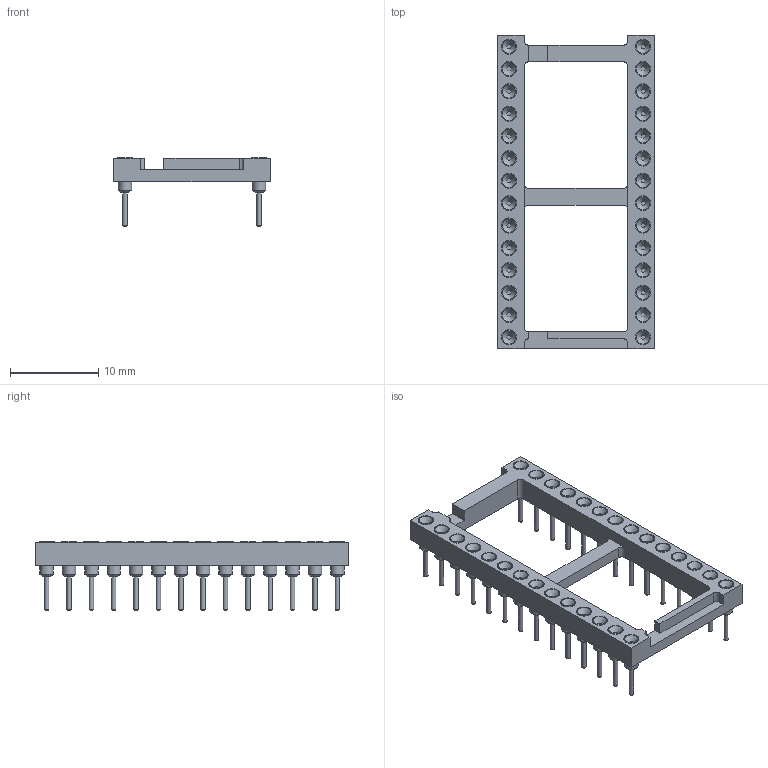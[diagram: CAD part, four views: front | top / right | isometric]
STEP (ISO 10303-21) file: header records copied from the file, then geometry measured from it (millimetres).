
FILE_DESCRIPTION(/* description */ ('model of DIP-28_W15.24mm_Socket'),/* implementation_level */ '2;1');
FILE_NAME(/* name */ 'DIP-28_W15.24mm_Socket.step',/* time_stamp */ '2017-11-03T14:51:43',/* author */ ('Terje Io','https://github.com/terjeio'),/* organization */ ('FreeCAD'),/* preprocessor_version */ 'OCC',/* originating_system */ 'kicad StepUp',/* authorisation */ '');
FILE_SCHEMA(('AUTOMOTIVE_DESIGN_CC2 { 1 2 10303 214 -1 1 5 4 }'));
Length unit declared in the file: millimetre
Products named in the file (1): DIP_28_W1524mm_Socket
Bounding box: 17.78 x 35.56 x 7.79 mm (x, y, z)
Volume: 753.2 mm3; surface area: 1534.7 mm2
Topology: 1 solids, 1 shells, 375 faces, 646 edges, 411 vertices
Faces by surface type: plane 167, cylinder 124, cone 84
Full cylindrical faces by diameter (mm): 0.508 x56, 1.524 x28, 1.724 x28
Entity records: 6624 total; most frequent: ORIENTED_EDGE 1123, CARTESIAN_POINT 926, AXIS2_PLACEMENT_3D 646, EDGE_CURVE 646, FACE_BOUND 517, EDGE_LOOP 517, VERTEX_POINT 411, ADVANCED_FACE 375
